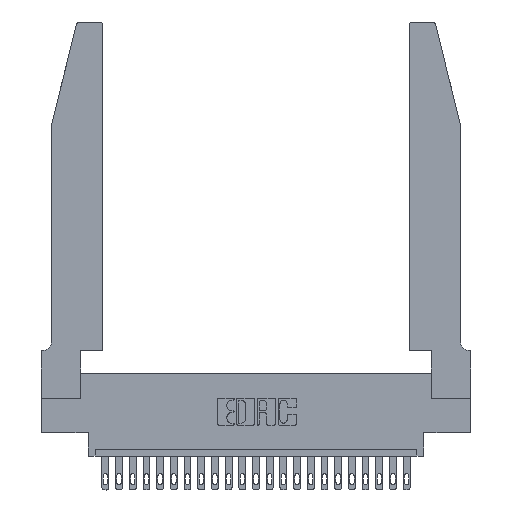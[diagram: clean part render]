
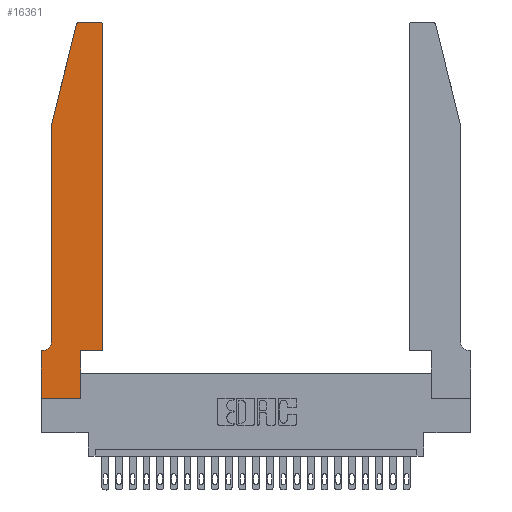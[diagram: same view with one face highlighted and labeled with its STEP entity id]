
A CAD part, top view. The second image highlights one B-rep face of the part: STEP entity #16361.
In plain terms, the highlighted planar face has unit normal (0, 0, 1).
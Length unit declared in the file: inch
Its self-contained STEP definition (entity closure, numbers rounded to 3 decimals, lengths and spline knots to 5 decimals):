
#42 = CIRCLE ( 'NONE', #10080, 0.03 ) ;
#113 = DIRECTION ( 'NONE',  ( -1., 0., 0. ) ) ;
#247 = EDGE_CURVE ( 'NONE', #20546, #18149, #7460, .T. ) ;
#403 = FACE_OUTER_BOUND ( 'NONE', #8625, .T. ) ;
#469 = DIRECTION ( 'NONE',  ( 0., -1., 0. ) ) ;
#896 = LINE ( 'NONE', #3107, #8633 ) ;
#952 = DIRECTION ( 'NONE',  ( -0.239, -0.971, 0. ) ) ;
#1171 = DIRECTION ( 'NONE',  ( 0., 1., 0. ) ) ;
#1181 = CARTESIAN_POINT ( 'NONE',  ( 0., 0.35, 0.37 ) ) ;
#1247 = VERTEX_POINT ( 'NONE', #14117 ) ;
#1459 = ORIENTED_EDGE ( 'NONE', *, *, #5506, .T. ) ;
#1590 = VECTOR ( 'NONE', #20202, 39.37008 ) ;
#2302 = VECTOR ( 'NONE', #22894, 39.37008 ) ;
#2349 = CARTESIAN_POINT ( 'NONE',  ( 0.284, 2.75, 0.37 ) ) ;
#2371 = CARTESIAN_POINT ( 'NONE',  ( 0.0055, 0.42, 0.37 ) ) ;
#2382 = ORIENTED_EDGE ( 'NONE', *, *, #19182, .T. ) ;
#2725 = ORIENTED_EDGE ( 'NONE', *, *, #247, .T. ) ;
#2857 = CARTESIAN_POINT ( 'NONE',  ( 0.4505, 0.35, 0.37 ) ) ;
#3107 = CARTESIAN_POINT ( 'NONE',  ( 0., 0., 0.37 ) ) ;
#3269 = VERTEX_POINT ( 'NONE', #22735 ) ;
#3488 = LINE ( 'NONE', #5895, #2302 ) ;
#3586 = CARTESIAN_POINT ( 'NONE',  ( 0.4205, 2.72, 0.37 ) ) ;
#3703 = ORIENTED_EDGE ( 'NONE', *, *, #23673, .T. ) ;
#3766 = CARTESIAN_POINT ( 'NONE',  ( 0.4505, 0.35, 0.37 ) ) ;
#3840 = EDGE_CURVE ( 'NONE', #18149, #20460, #12908, .T. ) ;
#4312 = CARTESIAN_POINT ( 'NONE',  ( 0.0055, 0.35, 0.37 ) ) ;
#4351 = AXIS2_PLACEMENT_3D ( 'NONE', #3586, #18988, #5544 ) ;
#4447 = LINE ( 'NONE', #10114, #11322 ) ;
#4772 = CARTESIAN_POINT ( 'NONE',  ( 0.0755, 2., 0.37 ) ) ;
#4848 = CARTESIAN_POINT ( 'NONE',  ( 0.284, 2.72, 0.37 ) ) ;
#4853 = CARTESIAN_POINT ( 'NONE',  ( 0.2865, 0.35, 0.37 ) ) ;
#4884 = CARTESIAN_POINT ( 'NONE',  ( 0.4505, 2.72, 0.37 ) ) ;
#5008 = EDGE_CURVE ( 'NONE', #16942, #1247, #19433, .T. ) ;
#5492 = LINE ( 'NONE', #10637, #16789 ) ;
#5506 = EDGE_CURVE ( 'NONE', #20460, #8100, #20057, .T. ) ;
#5544 = DIRECTION ( 'NONE',  ( 1., 0., 0. ) ) ;
#5895 = CARTESIAN_POINT ( 'NONE',  ( 0., 0., 0.37 ) ) ;
#6009 = VERTEX_POINT ( 'NONE', #3766 ) ;
#7213 = CARTESIAN_POINT ( 'NONE',  ( 0.0755, 0.35, 0.37 ) ) ;
#7303 = DIRECTION ( 'NONE',  ( -1., 0., 0. ) ) ;
#7460 = LINE ( 'NONE', #24194, #18185 ) ;
#7580 = ORIENTED_EDGE ( 'NONE', *, *, #12624, .T. ) ;
#8007 = CARTESIAN_POINT ( 'NONE',  ( 0., 0., 0.37 ) ) ;
#8100 = VERTEX_POINT ( 'NONE', #4312 ) ;
#8343 = DIRECTION ( 'NONE',  ( 1., 0., 0. ) ) ;
#8365 = LINE ( 'NONE', #2857, #17876 ) ;
#8625 = EDGE_LOOP ( 'NONE', ( #2382, #24296, #2725, #22171, #1459, #9230, #7580, #19598, #14139, #11950, #3703, #10250 ) ) ;
#8633 = VECTOR ( 'NONE', #8858, 39.37008 ) ;
#8749 = DIRECTION ( 'NONE',  ( 1., 0., 0. ) ) ;
#8858 = DIRECTION ( 'NONE',  ( 0., -1., 0. ) ) ;
#8980 = EDGE_CURVE ( 'NONE', #15908, #16942, #3488, .T. ) ;
#9230 = ORIENTED_EDGE ( 'NONE', *, *, #24222, .T. ) ;
#9500 = CARTESIAN_POINT ( 'NONE',  ( 0.2865, 0., 0.37 ) ) ;
#10080 = AXIS2_PLACEMENT_3D ( 'NONE', #4848, #10406, #20083 ) ;
#10114 = CARTESIAN_POINT ( 'NONE',  ( 0.2605, 2.75, 0.37 ) ) ;
#10250 = ORIENTED_EDGE ( 'NONE', *, *, #16983, .T. ) ;
#10406 = DIRECTION ( 'NONE',  ( 0., 0., 1. ) ) ;
#10637 = CARTESIAN_POINT ( 'NONE',  ( 0.4505, 0.35, 0.37 ) ) ;
#10811 = CARTESIAN_POINT ( 'NONE',  ( 0.0755, 0.42, 0.37 ) ) ;
#11322 = VECTOR ( 'NONE', #113, 39.37008 ) ;
#11950 = ORIENTED_EDGE ( 'NONE', *, *, #18092, .T. ) ;
#12243 = AXIS2_PLACEMENT_3D ( 'NONE', #2371, #15561, #17569 ) ;
#12624 = EDGE_CURVE ( 'NONE', #3269, #15908, #896, .T. ) ;
#12708 = CARTESIAN_POINT ( 'NONE',  ( 0.4205, 2.75, 0.37 ) ) ;
#12773 = DIRECTION ( 'NONE',  ( 0., 0., 1. ) ) ;
#12841 = CIRCLE ( 'NONE', #4351, 0.03 ) ;
#12908 = LINE ( 'NONE', #24073, #14724 ) ;
#14117 = CARTESIAN_POINT ( 'NONE',  ( 0.2865, 0.35, 0.37 ) ) ;
#14139 = ORIENTED_EDGE ( 'NONE', *, *, #5008, .T. ) ;
#14724 = VECTOR ( 'NONE', #469, 39.37008 ) ;
#15561 = DIRECTION ( 'NONE',  ( 0., 0., -1. ) ) ;
#15896 = LINE ( 'NONE', #7213, #20589 ) ;
#15908 = VERTEX_POINT ( 'NONE', #8007 ) ;
#16361 = ADVANCED_FACE ( 'NONE', ( #403 ), #16566, .T. ) ;
#16566 = PLANE ( 'NONE',  #22576 ) ;
#16789 = VECTOR ( 'NONE', #1171, 39.37008 ) ;
#16942 = VERTEX_POINT ( 'NONE', #9500 ) ;
#16983 = EDGE_CURVE ( 'NONE', #22130, #18180, #12841, .T. ) ;
#17112 = VERTEX_POINT ( 'NONE', #2349 ) ;
#17372 = EDGE_CURVE ( 'NONE', #17112, #20546, #42, .T. ) ;
#17569 = DIRECTION ( 'NONE',  ( -1., 0., 0. ) ) ;
#17876 = VECTOR ( 'NONE', #8343, 39.37008 ) ;
#18092 = EDGE_CURVE ( 'NONE', #1247, #6009, #8365, .T. ) ;
#18149 = VERTEX_POINT ( 'NONE', #4772 ) ;
#18180 = VERTEX_POINT ( 'NONE', #12708 ) ;
#18185 = VECTOR ( 'NONE', #952, 39.37008 ) ;
#18988 = DIRECTION ( 'NONE',  ( 0., 0., 1. ) ) ;
#19182 = EDGE_CURVE ( 'NONE', #18180, #17112, #4447, .T. ) ;
#19433 = LINE ( 'NONE', #4853, #1590 ) ;
#19598 = ORIENTED_EDGE ( 'NONE', *, *, #8980, .T. ) ;
#20057 = CIRCLE ( 'NONE', #12243, 0.07 ) ;
#20083 = DIRECTION ( 'NONE',  ( 1., 0., 0. ) ) ;
#20202 = DIRECTION ( 'NONE',  ( 0., 1., 0. ) ) ;
#20460 = VERTEX_POINT ( 'NONE', #10811 ) ;
#20546 = VERTEX_POINT ( 'NONE', #22729 ) ;
#20589 = VECTOR ( 'NONE', #7303, 39.37008 ) ;
#22130 = VERTEX_POINT ( 'NONE', #4884 ) ;
#22171 = ORIENTED_EDGE ( 'NONE', *, *, #3840, .T. ) ;
#22576 = AXIS2_PLACEMENT_3D ( 'NONE', #1181, #12773, #8749 ) ;
#22729 = CARTESIAN_POINT ( 'NONE',  ( 0.25487, 2.72718, 0.37 ) ) ;
#22735 = CARTESIAN_POINT ( 'NONE',  ( 0., 0.35, 0.37 ) ) ;
#22894 = DIRECTION ( 'NONE',  ( 1., 0., 0. ) ) ;
#23673 = EDGE_CURVE ( 'NONE', #6009, #22130, #5492, .T. ) ;
#24073 = CARTESIAN_POINT ( 'NONE',  ( 0.0755, 2., 0.37 ) ) ;
#24194 = CARTESIAN_POINT ( 'NONE',  ( 0.0755, 2., 0.37 ) ) ;
#24222 = EDGE_CURVE ( 'NONE', #8100, #3269, #15896, .T. ) ;
#24296 = ORIENTED_EDGE ( 'NONE', *, *, #17372, .T. ) ;
